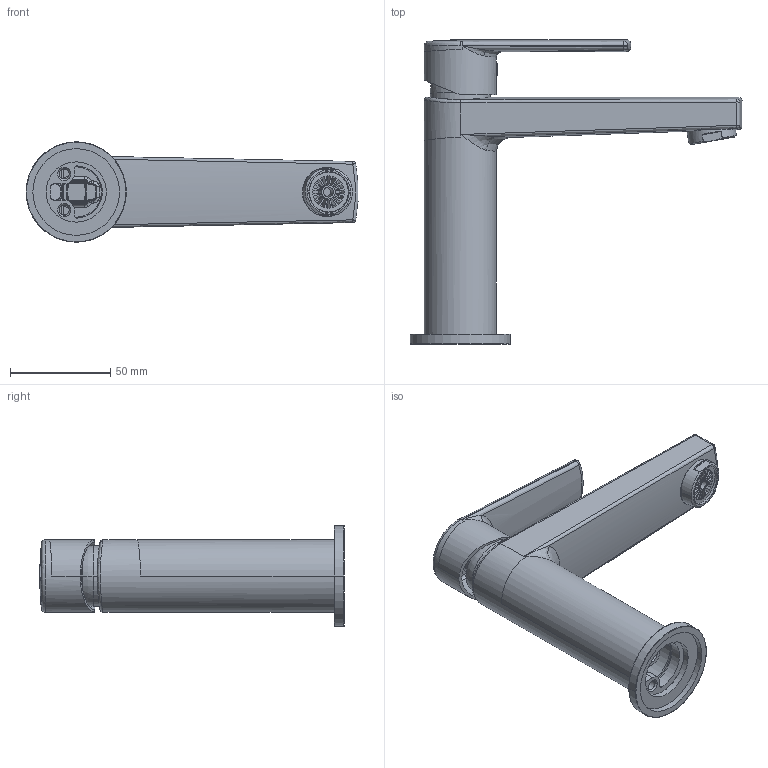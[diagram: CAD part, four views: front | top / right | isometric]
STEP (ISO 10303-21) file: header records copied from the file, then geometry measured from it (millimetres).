
FILE_DESCRIPTION((''),'2;1');
FILE_NAME('135320PG_ASM','2018-11-23T',('UT'),(''),'PRO/ENGINEER BY PARAMETRIC TECHNOLOGY CORPORATION, 2009300','PRO/ENGINEER BY PARAMETRIC TECHNOLOGY CORPORATION, 2009300','');
FILE_SCHEMA(('CONFIG_CONTROL_DESIGN'));
Length unit declared in the file: millimetre
Products named in the file (8): FU0225TC; MB1209; MB0707; AC0109S; AC1292; AV0135; AC0377; 135320PG_ASM
Assembly tree (7 placements, depth 2):
  135320PG_ASM
    FU0225TC
    MB1209
    MB0707
    AC0109S
    AC1292
    AV0135
    AC0377
Bounding box: 165.36 x 151.67 x 50 mm (x, y, z)
Volume: 106161.8 mm3; surface area: 69050.6 mm2
Topology: 7 solids, 7 shells, 547 faces, 1310 edges, 775 vertices
Faces by surface type: cylinder 193, plane 141, bspline 90, torus 82, cone 27, sphere 14
Entity records: 22142 total; most frequent: CARTESIAN_POINT 9616, ORIENTED_EDGE 2614, DIRECTION 2605, EDGE_CURVE 1307, AXIS2_PLACEMENT_3D 1052, VERTEX_POINT 775, EDGE_LOOP 598, CIRCLE 580
